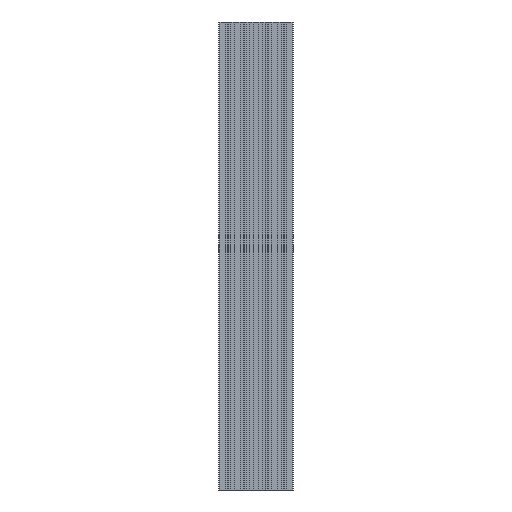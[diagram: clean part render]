
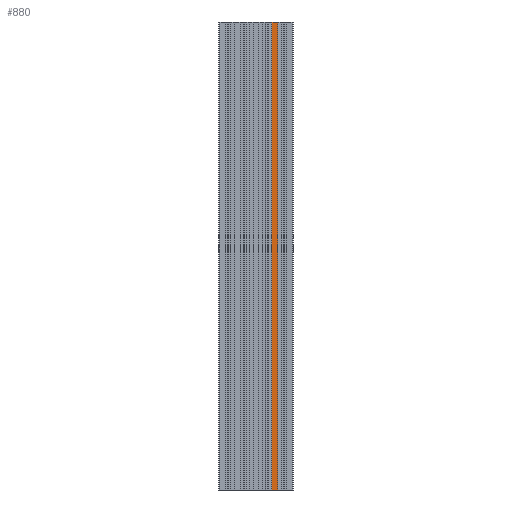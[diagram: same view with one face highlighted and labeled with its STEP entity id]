
A CAD part, left-side view. The second image highlights one B-rep face of the part: STEP entity #880.
In plain terms, the highlighted planar face has unit normal (-1, 0, 0).
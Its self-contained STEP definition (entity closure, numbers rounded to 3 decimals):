
#880 = ADVANCED_FACE ( 'NONE', ( #15107 ), #12341, .F. ) ;
#1231 = DIRECTION ( 'NONE',  ( 0., -1., 0. ) ) ;
#1345 = CARTESIAN_POINT ( 'NONE',  ( -39., -34., 1000. ) ) ;
#1553 = LINE ( 'NONE', #8437, #7486 ) ;
#2324 = DIRECTION ( 'NONE',  ( 0., -1., 0. ) ) ;
#2773 = VERTEX_POINT ( 'NONE', #8908 ) ;
#2939 = CARTESIAN_POINT ( 'NONE',  ( -39., -46., 1000. ) ) ;
#3001 = EDGE_LOOP ( 'NONE', ( #4369, #11240, #13166, #17684 ) ) ;
#3828 = LINE ( 'NONE', #13481, #6681 ) ;
#3954 = CARTESIAN_POINT ( 'NONE',  ( -39., -34., 1000. ) ) ;
#4024 = EDGE_CURVE ( 'NONE', #12290, #11062, #3828, .T. ) ;
#4056 = VERTEX_POINT ( 'NONE', #16334 ) ;
#4369 = ORIENTED_EDGE ( 'NONE', *, *, #12644, .T. ) ;
#4906 = EDGE_CURVE ( 'NONE', #12290, #4056, #1553, .T. ) ;
#6333 = LINE ( 'NONE', #12944, #14138 ) ;
#6681 = VECTOR ( 'NONE', #1231, 1000. ) ;
#6796 = DIRECTION ( 'NONE',  ( 0., 0., -1. ) ) ;
#7486 = VECTOR ( 'NONE', #8260, 1000. ) ;
#8260 = DIRECTION ( 'NONE',  ( 0., 0., -1. ) ) ;
#8270 = CARTESIAN_POINT ( 'NONE',  ( -39., -46., 1000. ) ) ;
#8311 = DIRECTION ( 'NONE',  ( 1., 0., 0. ) ) ;
#8437 = CARTESIAN_POINT ( 'NONE',  ( -39., -34., 1000. ) ) ;
#8448 = DIRECTION ( 'NONE',  ( 0., 0., -1. ) ) ;
#8908 = CARTESIAN_POINT ( 'NONE',  ( -39., -46., 0. ) ) ;
#10873 = AXIS2_PLACEMENT_3D ( 'NONE', #1345, #8311, #6796 ) ;
#11062 = VERTEX_POINT ( 'NONE', #2939 ) ;
#11240 = ORIENTED_EDGE ( 'NONE', *, *, #13259, .F. ) ;
#12290 = VERTEX_POINT ( 'NONE', #3954 ) ;
#12341 = PLANE ( 'NONE',  #10873 ) ;
#12644 = EDGE_CURVE ( 'NONE', #4056, #2773, #6333, .T. ) ;
#12944 = CARTESIAN_POINT ( 'NONE',  ( -39., -34., 0. ) ) ;
#13166 = ORIENTED_EDGE ( 'NONE', *, *, #4024, .F. ) ;
#13259 = EDGE_CURVE ( 'NONE', #11062, #2773, #14979, .T. ) ;
#13481 = CARTESIAN_POINT ( 'NONE',  ( -39., -34., 1000. ) ) ;
#14138 = VECTOR ( 'NONE', #2324, 1000. ) ;
#14229 = VECTOR ( 'NONE', #8448, 1000. ) ;
#14979 = LINE ( 'NONE', #8270, #14229 ) ;
#15107 = FACE_OUTER_BOUND ( 'NONE', #3001, .T. ) ;
#16334 = CARTESIAN_POINT ( 'NONE',  ( -39., -34., 0. ) ) ;
#17684 = ORIENTED_EDGE ( 'NONE', *, *, #4906, .T. ) ;
